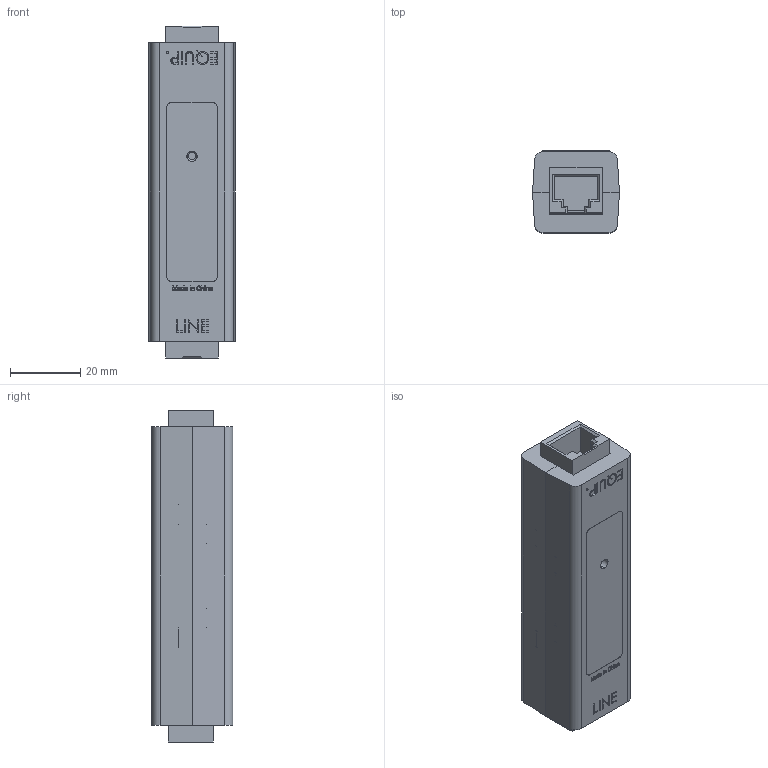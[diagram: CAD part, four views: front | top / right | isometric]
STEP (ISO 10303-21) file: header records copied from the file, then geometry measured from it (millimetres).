
FILE_DESCRIPTION (( 'STEP AP214' ), '1' );
FILE_NAME ('1101-830-1-E.STEP', '2019-01-17T17:37:55', ( '' ), ( '' ), 'SwSTEP 2.0', 'SolidWorks 2018', '' );
FILE_SCHEMA (( 'AUTOMOTIVE_DESIGN' ));
Length unit declared in the file: inch
Products named in the file (16): 2107-243; 5320-003; 2200-436; 2003-2472-2; 2500-286; 2003-2396; 1101-830-1-E; 2250-814
Assembly tree (9 placements, depth 3):
  5320-003
  2107-243
  2200-436
  2003-2472-2
  2500-286
Bounding box: 24.65 x 23.27 x 94.23 mm (x, y, z)
Volume: 22807 mm3; surface area: 26550.5 mm2
Topology: 8 solids, 8 shells, 2684 faces, 7046 edges, 4672 vertices
Faces by surface type: plane 1871, bspline 545, cylinder 248, cone 20
Entity records: 110890 total; most frequent: CARTESIAN_POINT 36984, ORIENTED_EDGE 11638, DIRECTION 8992, EDGE_CURVE 5819, LINE 4492, VECTOR 4492, VERTEX_POINT 3864, EDGE_LOOP 2557
